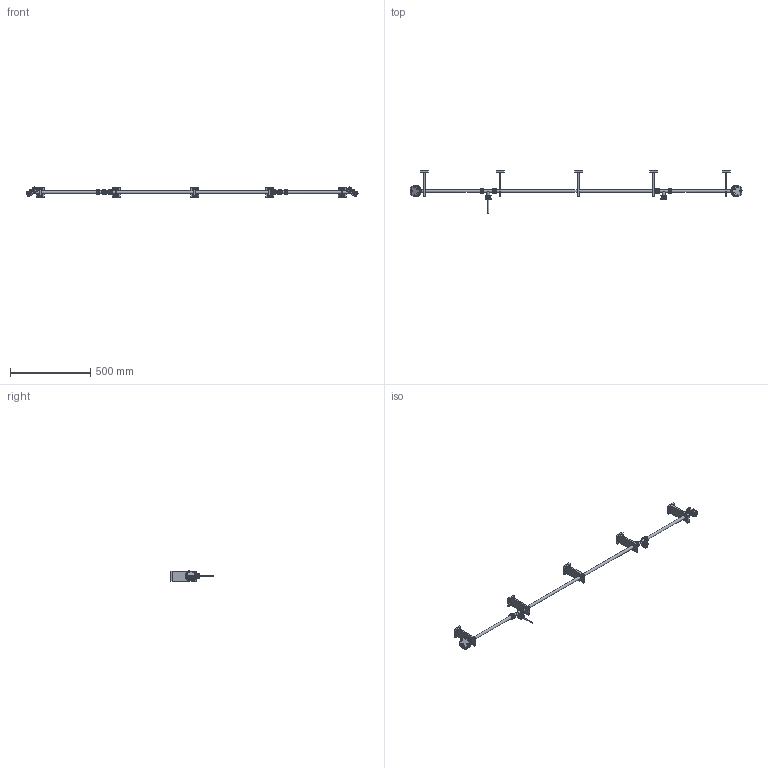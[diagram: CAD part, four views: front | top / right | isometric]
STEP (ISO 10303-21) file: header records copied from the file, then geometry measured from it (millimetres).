
FILE_DESCRIPTION(/* description */ (''),/* implementation_level */ '2;1');
FILE_NAME(/* name */ 'full_vessel.stp',/* time_stamp */ '2024-11-10T21:48:30+01:00',/* author */ ('Andreas Weber'),/* organization */ (''),/* preprocessor_version */ 'ST-DEVELOPER v19.2',/* originating_system */ 'Autodesk Inventor 2024',/* authorisation */ '');
FILE_SCHEMA (('AUTOMOTIVE_DESIGN { 1 0 10303 214 3 1 1 }'));
Length unit declared in the file: millimetre
Products named in the file (29): full_vessel; window_and_tee; Flange_tube; 420FBL040; 420FBL040-G; Schräges Rohr CF16; 420RTS016; 420FAN016-18; 1mTube; post; Fuß Steher; Steher oben Rohr; Steher oben Rohr_1; 420FBL016; window_and_tee_MIR1; Flange_tube_MIR1; blank_flange_CF40_MIR1; blank_flange_thread_CF40_MIR1; tube_Brewster_angle_MIR1; tee_CF16_MIR1; weld_flange_CF16_MIR1; 420FBL016_1; Swagelok; 420BSC016-20; 420BSC040-20; Fenster Kamera; Fenster Beam; 490DFL040-ID39-S10; 490DFL016-S10
Assembly tree (87 placements, depth 4):
  full_vessel
    window_and_tee
      Flange_tube
        420FBL040
        420FBL040-G
        Schräges Rohr CF16
      420RTS016
      420FAN016-18  x2
    1mTube
    post  x5
      Fuß Steher
      Steher oben Rohr
      Steher oben Rohr_1
    420FBL016
    window_and_tee_MIR1
      Flange_tube_MIR1
        blank_flange_CF40_MIR1
        blank_flange_thread_CF40_MIR1
        tube_Brewster_angle_MIR1
      tee_CF16_MIR1
      weld_flange_CF16_MIR1  x2
    420FBL016_1
    Swagelok
    420BSC016-20  x36
    420BSC040-20  x12
    Fenster Beam  x2
    490DFL040-ID39-S10  x2
    490DFL016-S10  x6
    Fenster Kamera
Bounding box: 2064.99 x 266.2 x 63.23 mm (x, y, z)
Volume: 912668.4 mm3; surface area: 524581.5 mm2
Topology: 210 solids, 214 shells, 3053 faces, 6508 edges, 3946 vertices
Faces by surface type: plane 1409, cone 934, cylinder 626, torus 84
Full cylindrical faces by diameter (mm): 3.3 x36, 4 x72, 4.3 x72, 4.4 x72, 4.5 x1, 4.917 x10, 5 x12, 6 x14, 6.4 x12, 6.6 x22, 8 x36, 9 x72, 10 x13, 12 x16, 12.7 x1, 14 x1, 16 x17, 18 x7, 18.15 x10, 19.2 x4, 21.25 x6, 21.4 x8, 21.5 x8, 34 x24, 38.1 x2, 38.8 x2, 48.15 x2, 48.4 x4, 69.9 x8
Entity records: 18424 total; most frequent: CARTESIAN_POINT 3692, DIRECTION 3051, ORIENTED_EDGE 2504, AXIS2_PLACEMENT_3D 1324, EDGE_CURVE 1252, VERTEX_POINT 813, EDGE_LOOP 763, CIRCLE 669
